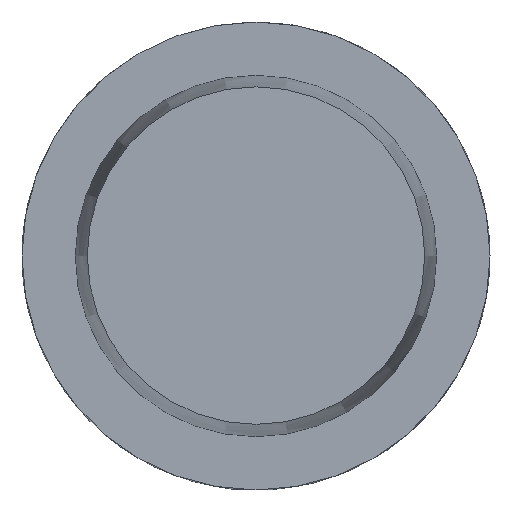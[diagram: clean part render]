
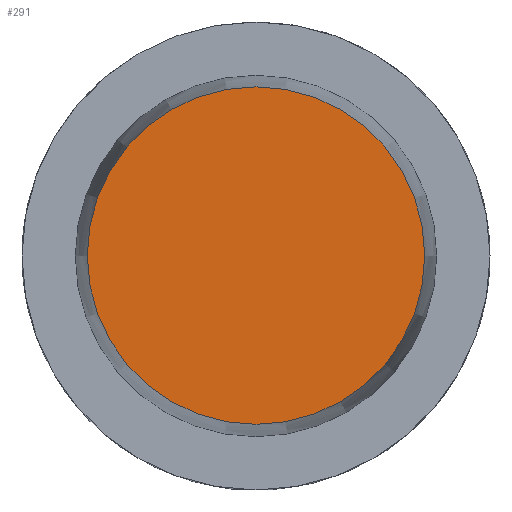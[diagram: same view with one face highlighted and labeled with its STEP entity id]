
A CAD part, top view. The second image highlights one B-rep face of the part: STEP entity #291.
In plain terms, the highlighted planar face has unit normal (0, 0, 1).
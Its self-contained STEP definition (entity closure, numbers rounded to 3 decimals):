
#291=ADVANCED_FACE('',(#355),#317,.F.);
#317=PLANE('',#1036);
#355=FACE_OUTER_BOUND('',#413,.T.);
#413=EDGE_LOOP('',(#669));
#669=ORIENTED_EDGE('',*,*,#893,.T.);
#765=VERTEX_POINT('',#1647);
#893=EDGE_CURVE('',#765,#765,#929,.T.);
#929=CIRCLE('',#1035,22.717);
#1035=AXIS2_PLACEMENT_3D('',#1646,#1276,#1277);
#1036=AXIS2_PLACEMENT_3D('',#1648,#1278,#1279);
#1276=DIRECTION('',(0.,0.,1.));
#1277=DIRECTION('',(-1.,0.,0.));
#1278=DIRECTION('',(0.,0.,-1.));
#1279=DIRECTION('',(1.,0.,0.));
#1646=CARTESIAN_POINT('',(0.,0.,
32.));
#1647=CARTESIAN_POINT('',(-22.717,0.,32.));
#1648=CARTESIAN_POINT('',(-21.576,0.,32.));
